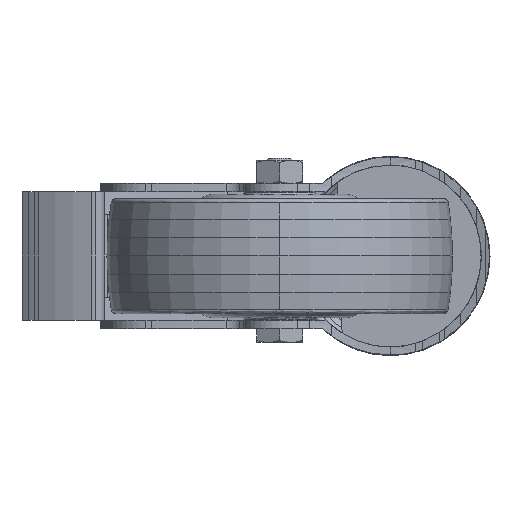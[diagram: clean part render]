
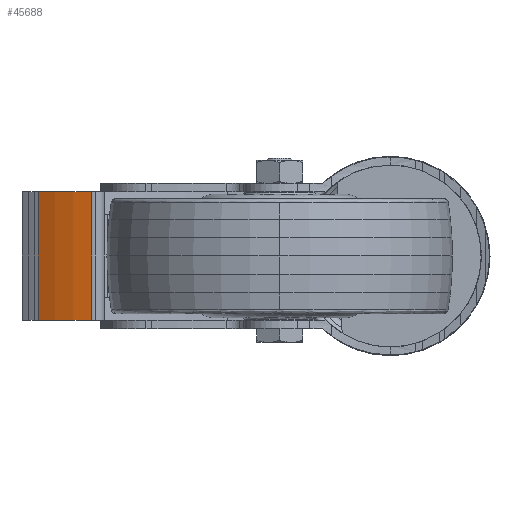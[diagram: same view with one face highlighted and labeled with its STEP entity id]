
A CAD part, front view. The second image highlights one B-rep face of the part: STEP entity #45688.
In plain terms, the highlighted cylindrical face has radius 35 mm (diameter 70 mm), a partial arc.
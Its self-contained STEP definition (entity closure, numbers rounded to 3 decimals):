
#43724 = PLANE('',#43725);
#43725 = AXIS2_PLACEMENT_3D('',#43726,#43727,#43728);
#43726 = CARTESIAN_POINT('',(29.144,50.,-14.));
#43727 = DIRECTION('',(0.,0.,-1.));
#43728 = DIRECTION('',(-1.,0.,-0.));
#43780 = PLANE('',#43781);
#43781 = AXIS2_PLACEMENT_3D('',#43782,#43783,#43784);
#43782 = CARTESIAN_POINT('',(29.144,50.,14.));
#43783 = DIRECTION('',(0.,0.,-1.));
#43784 = DIRECTION('',(-1.,0.,-0.));
#44554 = VERTEX_POINT('',#44555);
#44555 = CARTESIAN_POINT('',(-35.704,18.229,-14.));
#44570 = CYLINDRICAL_SURFACE('',#44571,2.3);
#44571 = AXIS2_PLACEMENT_3D('',#44572,#44573,#44574);
#44572 = CARTESIAN_POINT('',(-35.249,20.483,-14.));
#44573 = DIRECTION('',(0.,0.,1.));
#44574 = DIRECTION('',(1.,0.,-0.));
#44582 = EDGE_CURVE('',#44554,#44583,#44585,.T.);
#44583 = VERTEX_POINT('',#44584);
#44584 = CARTESIAN_POINT('',(-47.314,22.846,-14.));
#44585 = SURFACE_CURVE('',#44586,(#44591,#44598),.PCURVE_S1.);
#44586 = CIRCLE('',#44587,35.);
#44587 = AXIS2_PLACEMENT_3D('',#44588,#44589,#44590);
#44588 = CARTESIAN_POINT('',(-28.782,52.538,-14.));
#44589 = DIRECTION('',(0.,-0.,-1.));
#44590 = DIRECTION('',(1.,0.,0.));
#44591 = PCURVE('',#43724,#44592);
#44592 = DEFINITIONAL_REPRESENTATION('',(#44593),#44597);
#44593 = CIRCLE('',#44594,35.);
#44594 = AXIS2_PLACEMENT_2D('',#44595,#44596);
#44595 = CARTESIAN_POINT('',(57.926,2.538));
#44596 = DIRECTION('',(-1.,0.));
#44597 = ( GEOMETRIC_REPRESENTATION_CONTEXT(2) 
PARAMETRIC_REPRESENTATION_CONTEXT() REPRESENTATION_CONTEXT('2D SPACE',''
  ) );
#44598 = PCURVE('',#44599,#44604);
#44599 = CYLINDRICAL_SURFACE('',#44600,35.);
#44600 = AXIS2_PLACEMENT_3D('',#44601,#44602,#44603);
#44601 = CARTESIAN_POINT('',(-28.782,52.538,-14.));
#44602 = DIRECTION('',(0.,0.,1.));
#44603 = DIRECTION('',(1.,0.,-0.));
#44604 = DEFINITIONAL_REPRESENTATION('',(#44605),#44609);
#44605 = LINE('',#44606,#44607);
#44606 = CARTESIAN_POINT('',(6.283,0.));
#44607 = VECTOR('',#44608,1.);
#44608 = DIRECTION('',(-1.,0.));
#44609 = ( GEOMETRIC_REPRESENTATION_CONTEXT(2) 
PARAMETRIC_REPRESENTATION_CONTEXT() REPRESENTATION_CONTEXT('2D SPACE',''
  ) );
#44628 = CYLINDRICAL_SURFACE('',#44629,35.157);
#44629 = AXIS2_PLACEMENT_3D('',#44630,#44631,#44632);
#44630 = CARTESIAN_POINT('',(-28.698,52.67,-14.));
#44631 = DIRECTION('',(0.,0.,1.));
#44632 = DIRECTION('',(1.,0.,-0.));
#45160 = VERTEX_POINT('',#45161);
#45161 = CARTESIAN_POINT('',(-47.314,22.846,14.));
#45183 = EDGE_CURVE('',#45184,#45160,#45186,.T.);
#45184 = VERTEX_POINT('',#45185);
#45185 = CARTESIAN_POINT('',(-35.704,18.229,14.));
#45186 = SURFACE_CURVE('',#45187,(#45192,#45199),.PCURVE_S1.);
#45187 = CIRCLE('',#45188,35.);
#45188 = AXIS2_PLACEMENT_3D('',#45189,#45190,#45191);
#45189 = CARTESIAN_POINT('',(-28.782,52.538,14.));
#45190 = DIRECTION('',(0.,-0.,-1.));
#45191 = DIRECTION('',(1.,0.,0.));
#45192 = PCURVE('',#43780,#45193);
#45193 = DEFINITIONAL_REPRESENTATION('',(#45194),#45198);
#45194 = CIRCLE('',#45195,35.);
#45195 = AXIS2_PLACEMENT_2D('',#45196,#45197);
#45196 = CARTESIAN_POINT('',(57.926,2.538));
#45197 = DIRECTION('',(-1.,0.));
#45198 = ( GEOMETRIC_REPRESENTATION_CONTEXT(2) 
PARAMETRIC_REPRESENTATION_CONTEXT() REPRESENTATION_CONTEXT('2D SPACE',''
  ) );
#45199 = PCURVE('',#44599,#45200);
#45200 = DEFINITIONAL_REPRESENTATION('',(#45201),#45205);
#45201 = LINE('',#45202,#45203);
#45202 = CARTESIAN_POINT('',(6.283,28.));
#45203 = VECTOR('',#45204,1.);
#45204 = DIRECTION('',(-1.,0.));
#45205 = ( GEOMETRIC_REPRESENTATION_CONTEXT(2) 
PARAMETRIC_REPRESENTATION_CONTEXT() REPRESENTATION_CONTEXT('2D SPACE',''
  ) );
#45632 = EDGE_CURVE('',#44583,#45160,#45633,.T.);
#45633 = SURFACE_CURVE('',#45634,(#45638,#45645),.PCURVE_S1.);
#45634 = LINE('',#45635,#45636);
#45635 = CARTESIAN_POINT('',(-47.314,22.846,-14.));
#45636 = VECTOR('',#45637,1.);
#45637 = DIRECTION('',(0.,0.,1.));
#45638 = PCURVE('',#44628,#45639);
#45639 = DEFINITIONAL_REPRESENTATION('',(#45640),#45644);
#45640 = LINE('',#45641,#45642);
#45641 = CARTESIAN_POINT('',(4.154,0.));
#45642 = VECTOR('',#45643,1.);
#45643 = DIRECTION('',(0.,1.));
#45644 = ( GEOMETRIC_REPRESENTATION_CONTEXT(2) 
PARAMETRIC_REPRESENTATION_CONTEXT() REPRESENTATION_CONTEXT('2D SPACE',''
  ) );
#45645 = PCURVE('',#44599,#45646);
#45646 = DEFINITIONAL_REPRESENTATION('',(#45647),#45651);
#45647 = LINE('',#45648,#45649);
#45648 = CARTESIAN_POINT('',(4.154,0.));
#45649 = VECTOR('',#45650,1.);
#45650 = DIRECTION('',(0.,1.));
#45651 = ( GEOMETRIC_REPRESENTATION_CONTEXT(2) 
PARAMETRIC_REPRESENTATION_CONTEXT() REPRESENTATION_CONTEXT('2D SPACE',''
  ) );
#45661 = EDGE_CURVE('',#45184,#44554,#45662,.T.);
#45662 = SURFACE_CURVE('',#45663,(#45667,#45674),.PCURVE_S1.);
#45663 = LINE('',#45664,#45665);
#45664 = CARTESIAN_POINT('',(-35.704,18.229,-14.));
#45665 = VECTOR('',#45666,1.);
#45666 = DIRECTION('',(-0.,-0.,-1.));
#45667 = PCURVE('',#44570,#45668);
#45668 = DEFINITIONAL_REPRESENTATION('',(#45669),#45673);
#45669 = LINE('',#45670,#45671);
#45670 = CARTESIAN_POINT('',(4.513,0.));
#45671 = VECTOR('',#45672,1.);
#45672 = DIRECTION('',(0.,-1.));
#45673 = ( GEOMETRIC_REPRESENTATION_CONTEXT(2) 
PARAMETRIC_REPRESENTATION_CONTEXT() REPRESENTATION_CONTEXT('2D SPACE',''
  ) );
#45674 = PCURVE('',#44599,#45675);
#45675 = DEFINITIONAL_REPRESENTATION('',(#45676),#45680);
#45676 = LINE('',#45677,#45678);
#45677 = CARTESIAN_POINT('',(4.513,0.));
#45678 = VECTOR('',#45679,1.);
#45679 = DIRECTION('',(0.,-1.));
#45680 = ( GEOMETRIC_REPRESENTATION_CONTEXT(2) 
PARAMETRIC_REPRESENTATION_CONTEXT() REPRESENTATION_CONTEXT('2D SPACE',''
  ) );
#45688 = ADVANCED_FACE('',(#45689),#44599,.T.);
#45689 = FACE_BOUND('',#45690,.T.);
#45690 = EDGE_LOOP('',(#45691,#45692,#45693,#45694));
#45691 = ORIENTED_EDGE('',*,*,#44582,.F.);
#45692 = ORIENTED_EDGE('',*,*,#45661,.F.);
#45693 = ORIENTED_EDGE('',*,*,#45183,.T.);
#45694 = ORIENTED_EDGE('',*,*,#45632,.F.);
